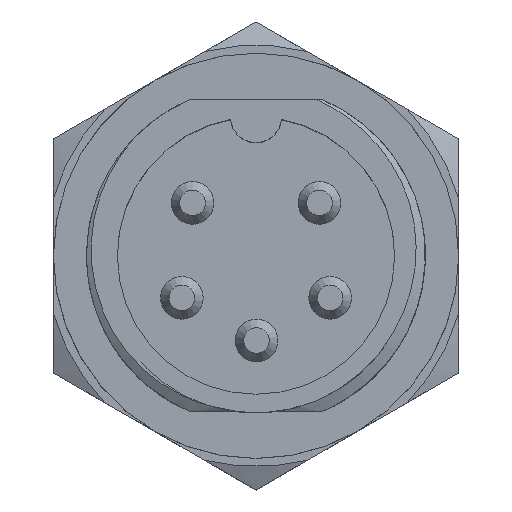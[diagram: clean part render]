
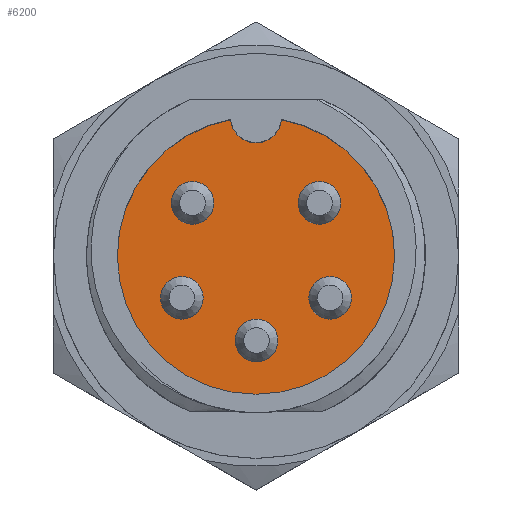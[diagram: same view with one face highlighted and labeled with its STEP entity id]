
A CAD part, top view. The second image highlights one B-rep face of the part: STEP entity #6200.
In plain terms, the highlighted planar face has unit normal (0, 0, 1).
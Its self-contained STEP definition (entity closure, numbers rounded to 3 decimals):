
#6172 = VERTEX_POINT('',#6173);
#6173 = CARTESIAN_POINT('',(0.,6.85,
    5.55));
#6179 = EDGE_CURVE('',#6172,#6172,#6180,.T.);
#6180 = CIRCLE('',#6181,6.5);
#6181 = AXIS2_PLACEMENT_3D('',#6182,#6183,#6184);
#6182 = CARTESIAN_POINT('',(0.,0.35,
    5.55));
#6183 = DIRECTION('',(0.,0.,1.));
#6184 = DIRECTION('',(0.,-1.,0.));
#6200 = ADVANCED_FACE('',(#6201),#6204,.T.);
#6201 = FACE_BOUND('',#6202,.T.);
#6202 = EDGE_LOOP('',(#6203));
#6203 = ORIENTED_EDGE('',*,*,#6179,.T.);
#6204 = PLANE('',#6205);
#6205 = AXIS2_PLACEMENT_3D('',#6206,#6207,#6208);
#6206 = CARTESIAN_POINT('',(0.,0.35,
    5.55));
#6207 = DIRECTION('',(0.,0.,1.));
#6208 = DIRECTION('',(0.,-1.,0.));
